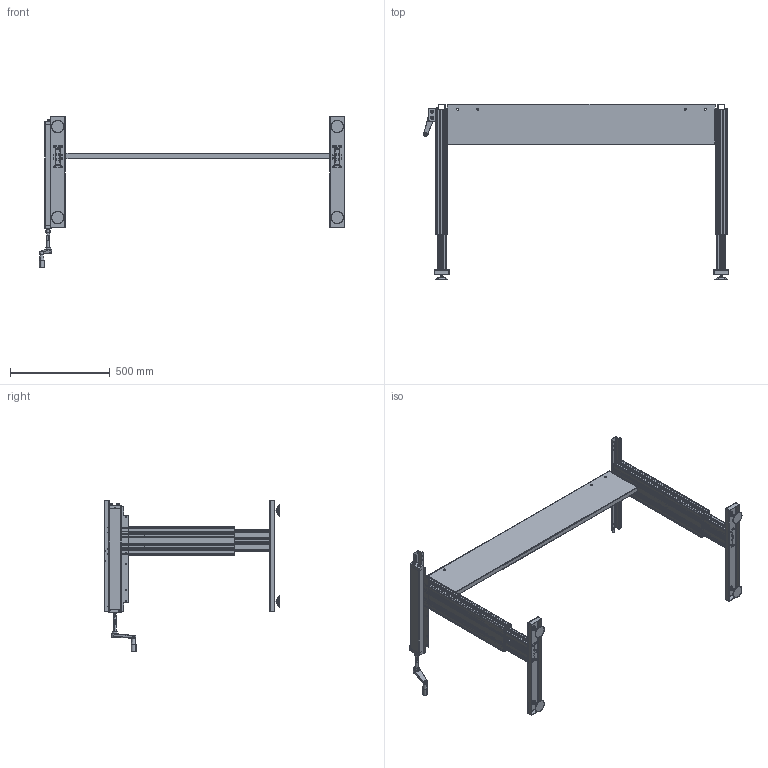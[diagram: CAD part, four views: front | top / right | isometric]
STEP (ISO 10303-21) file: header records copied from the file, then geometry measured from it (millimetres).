
FILE_DESCRIPTION (( 'STEP AP203' ), '1' );
FILE_NAME ('NXCH502260.STEP', '2024-03-05T22:10:11', ( '' ), ( '' ), 'SwSTEP 2.0', 'SolidWorks 2023', '' );
FILE_SCHEMA (( 'CONFIG_CONTROL_DESIGN' ));
Length unit declared in the file: inch
Products named in the file (28): 7661-6-B-2; Formed Strut_FORMED-STRUT-60; Manual - Handle_Manual Handle 1.3 x 2.5; FOOT_22" FOOT; 2001-9 7-8-22_Open; Handle1_6308K44; Leveler_2; socket button head cap screw_ai_SBHCSCREW 0.19-32x1.5-HX-N; 2001 2005PB; 2001 Inner -9 7-8-22_24.75; Pump Housing_1-2X16_3; pan cross head_ai_CR-PHMS 0.164-32x0.25x0.25-N; Pump Housing_1-2X16; 90480A009-Hex nut (8-32)_90480A009_1; Handle2; FOOT ASSM_1009-22inch-FOOT ASSM; 90596A280_SteelRound-BaseWeldNut_90596A280; NXCH502260; Handle3; 94035A206-Shoulder Screw(.19x.625,8-32 THD)_94035A206_1; 2001 Outer -9 7-8-22_24.75; 50815K103-Compression nut, brass (.19 ID x .38-24 Thd)_50815K103_2; ARM_22; Pump Housing_1-2X16_2; Pump Housing 1-2X16; Leveler; LH-05ES_Straight
Assembly tree (45 placements, depth 5):
  NXCH502260
    2001-9 7-8-22_Open  x2
      2001 Inner -9 7-8-22_24.75
      2001 Outer -9 7-8-22_24.75
    FOOT ASSM_1009-22inch-FOOT ASSM  x2
      FOOT_22" FOOT
      7661-6-B-2
        Leveler
        Leveler_2
      90596A280_SteelRound-BaseWeldNut_90596A280
    Formed Strut_FORMED-STRUT-60
    2001 2005PB
    ARM_22  x2
    Manual - Handle_Manual Handle 1.3 x 2.5
      LH-05ES_Straight
        Handle1_6308K44
        Handle2
        Handle3
      Pump Housing 1-2X16
        Pump Housing_1-2X16
          Pump Housing_1-2X16_3
          Pump Housing_1-2X16
          Pump Housing_1-2X16_2
        94035A206-Shoulder Screw(.19x.625,8-32 THD)_94035A206_1
        90480A009-Hex nut (8-32)_90480A009_1
        50815K103-Compression nut, brass (.19 ID x .38-24 Thd)_50815K103_2  x2
    socket button head cap screw_ai_SBHCSCREW 0.19-32x1.5-HX-N  x9
    pan cross head_ai_CR-PHMS 0.164-32x0.25x0.25-N  x5
Bounding box: 1535.77 x 882.65 x 759.76 mm (x, y, z)
Volume: 5181155.3 mm3; surface area: 4127358.1 mm2
Topology: 31 solids, 414 shells, 2568 faces, 7655 edges, 5535 vertices
Faces by surface type: cylinder 1294, plane 882, cone 236, torus 64, bspline 56, sphere 36
Entity records: 62579 total; most frequent: CARTESIAN_POINT 22987, DIRECTION 7618, ORIENTED_EDGE 6964, EDGE_CURVE 4003, VERTEX_POINT 2963, AXIS2_PLACEMENT_3D 2817, VECTOR 1984, LINE 1984
